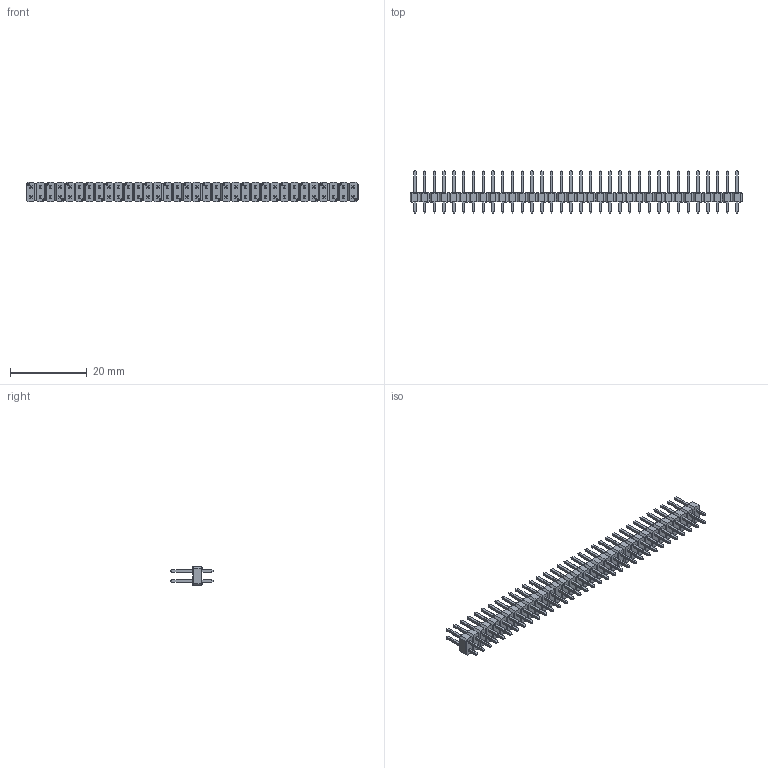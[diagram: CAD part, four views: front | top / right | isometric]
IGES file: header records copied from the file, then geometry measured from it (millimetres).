
Start section: SolidWorks IGES file using analytic representation for surfaces
Global section: file name: PEC34DAAN.IGS; native system: SolidWorks 2014; preprocessor: SolidWorks 2014; author: shane_sorenson; date: 180212.110019; units: millimetre
Bounding box: 86.36 x 11.29 x 5.08 mm (x, y, z)
Surface area: 3473.1 mm2 (no closed solid volume)
Topology: 0 solids, 0 shells, 2210 faces, 11016 edges, 11016 vertices
Faces by surface type: bspline 1938, revolution 272
